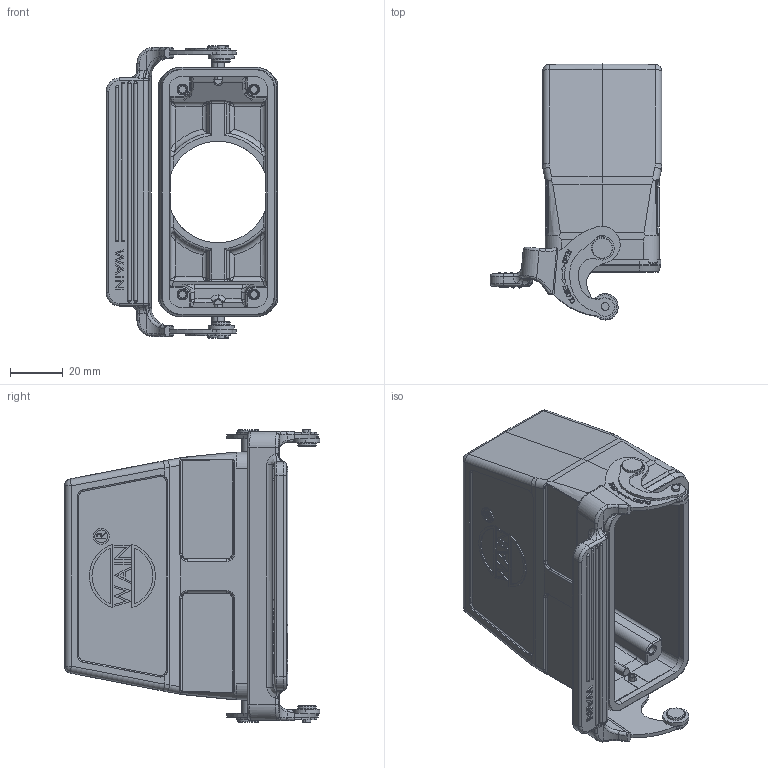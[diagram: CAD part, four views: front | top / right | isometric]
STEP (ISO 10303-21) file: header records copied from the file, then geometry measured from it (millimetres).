
FILE_DESCRIPTION((''),'2;1');
FILE_NAME('PRT0011','2024-02-06T',('11539'),(''),'PRO/ENGINEER BY PARAMETRIC TECHNOLOGY CORPORATION, 2012480','PRO/ENGINEER BY PARAMETRIC TECHNOLOGY CORPORATION, 2012480','');
FILE_SCHEMA(('CONFIG_CONTROL_DESIGN'));
Products named in the file (1): PRT0011
Bounding box: 64.78 x 96.58 x 110.7 mm (x, y, z)
Volume: 90711.1 mm3; surface area: 53835.6 mm2
Topology: 1 solids, 1 shells, 1347 faces, 3548 edges, 2265 vertices
Faces by surface type: plane 555, cylinder 318, extrusion 181, bspline 135, torus 82, cone 54, sphere 18, revolution 4
Entity records: 51498 total; most frequent: CARTESIAN_POINT 19767, ORIENTED_EDGE 7024, DIRECTION 5770, EDGE_CURVE 3512, VERTEX_POINT 2265, VECTOR 1994, AXIS2_PLACEMENT_3D 1886, LINE 1813
